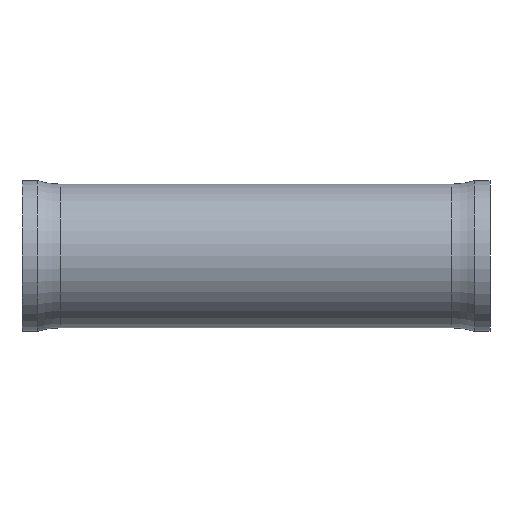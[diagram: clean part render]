
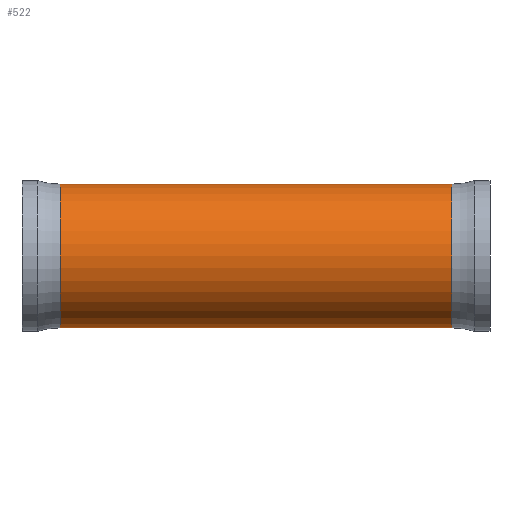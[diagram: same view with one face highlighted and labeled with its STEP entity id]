
A CAD part, left-side view. The second image highlights one B-rep face of the part: STEP entity #522.
In plain terms, the highlighted cylindrical face has radius 23.812 mm (diameter 47.625 mm), a partial arc.
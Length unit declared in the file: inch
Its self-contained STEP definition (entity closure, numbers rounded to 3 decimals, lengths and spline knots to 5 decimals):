
#7 = CARTESIAN_POINT ( 'NONE',  ( 0., 0.49839, -0.9375 ) ) ;
#30 = CYLINDRICAL_SURFACE ( 'NONE', #606, 0.9375 ) ;
#53 = CARTESIAN_POINT ( 'NONE',  ( 0., 5.49933, 0. ) ) ;
#69 = ORIENTED_EDGE ( 'NONE', *, *, #183, .F. ) ;
#107 = VECTOR ( 'NONE', #530, 39.37008 ) ;
#110 = EDGE_CURVE ( 'NONE', #507, #328, #412, .T. ) ;
#113 = LINE ( 'NONE', #291, #107 ) ;
#125 = ORIENTED_EDGE ( 'NONE', *, *, #356, .F. ) ;
#178 = DIRECTION ( 'NONE',  ( 0., 1., 0. ) ) ;
#179 = EDGE_LOOP ( 'NONE', ( #125, #248, #513, #69 ) ) ;
#183 = EDGE_CURVE ( 'NONE', #231, #204, #471, .T. ) ;
#187 = CARTESIAN_POINT ( 'NONE',  ( 0., 5.49933, -0.9375 ) ) ;
#204 = VERTEX_POINT ( 'NONE', #397 ) ;
#231 = VERTEX_POINT ( 'NONE', #365 ) ;
#233 = VECTOR ( 'NONE', #178, 39.37008 ) ;
#248 = ORIENTED_EDGE ( 'NONE', *, *, #110, .T. ) ;
#262 = CARTESIAN_POINT ( 'NONE',  ( 0., 0.49839, 0. ) ) ;
#264 = DIRECTION ( 'NONE',  ( 0., 1., 0. ) ) ;
#266 = DIRECTION ( 'NONE',  ( 0., 0., 1. ) ) ;
#281 = CARTESIAN_POINT ( 'NONE',  ( 0., 0.49839, 0.9375 ) ) ;
#291 = CARTESIAN_POINT ( 'NONE',  ( 0., 5.49933, 0.9375 ) ) ;
#298 = LINE ( 'NONE', #187, #233 ) ;
#305 = AXIS2_PLACEMENT_3D ( 'NONE', #262, #264, #266 ) ;
#328 = VERTEX_POINT ( 'NONE', #281 ) ;
#356 = EDGE_CURVE ( 'NONE', #507, #231, #298, .T. ) ;
#365 = CARTESIAN_POINT ( 'NONE',  ( 0., 5.60397, -0.9375 ) ) ;
#377 = FACE_OUTER_BOUND ( 'NONE', #179, .T. ) ;
#397 = CARTESIAN_POINT ( 'NONE',  ( 0., 5.60397, 0.9375 ) ) ;
#412 = CIRCLE ( 'NONE', #305, 0.9375 ) ;
#421 = CARTESIAN_POINT ( 'NONE',  ( 0., 5.60397, 0. ) ) ;
#444 = EDGE_CURVE ( 'NONE', #328, #204, #113, .T. ) ;
#471 = CIRCLE ( 'NONE', #615, 0.9375 ) ;
#479 = DIRECTION ( 'NONE',  ( 0., 1., 0. ) ) ;
#484 = DIRECTION ( 'NONE',  ( 0., 0., 1. ) ) ;
#507 = VERTEX_POINT ( 'NONE', #7 ) ;
#513 = ORIENTED_EDGE ( 'NONE', *, *, #444, .T. ) ;
#522 = ADVANCED_FACE ( 'NONE', ( #377 ), #30, .T. ) ;
#530 = DIRECTION ( 'NONE',  ( 0., 1., 0. ) ) ;
#576 = DIRECTION ( 'NONE',  ( 0., 0., 1. ) ) ;
#606 = AXIS2_PLACEMENT_3D ( 'NONE', #53, #628, #576 ) ;
#615 = AXIS2_PLACEMENT_3D ( 'NONE', #421, #479, #484 ) ;
#628 = DIRECTION ( 'NONE',  ( 0., 1., 0. ) ) ;
